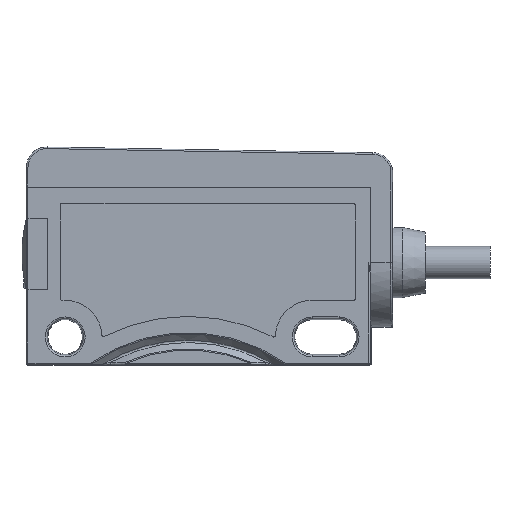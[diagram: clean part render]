
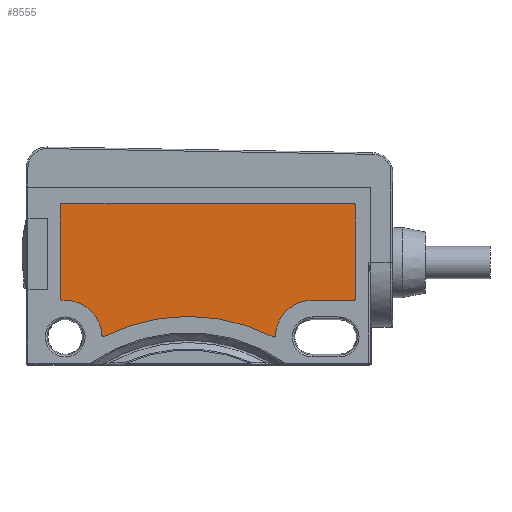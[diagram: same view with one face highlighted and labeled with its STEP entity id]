
A CAD part, left-side view. The second image highlights one B-rep face of the part: STEP entity #8555.
In plain terms, the highlighted planar face has unit normal (-1, 0, 0).
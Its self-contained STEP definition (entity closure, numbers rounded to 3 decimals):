
#542=CIRCLE('',#9391,0.15);
#543=CIRCLE('',#9393,0.15);
#544=CIRCLE('',#9394,3.4);
#545=CIRCLE('',#9395,17.312);
#546=CIRCLE('',#9396,0.15);
#547=CIRCLE('',#9397,3.4);
#548=CIRCLE('',#9398,0.15);
#549=CIRCLE('',#9399,0.15);
#550=CIRCLE('',#9400,0.15);
#955=FACE_OUTER_BOUND('',#1437,.T.);
#1437=EDGE_LOOP('',(#7280,#7281,#7282,#7283,#7284,#7285,#7286,#7287,#7288,
#7289,#7290,#7291,#7292,#7293));
#2274=LINE('',#14920,#3125);
#2275=LINE('',#14929,#3126);
#2276=LINE('',#14933,#3127);
#2277=LINE('',#14937,#3128);
#2278=LINE('',#14940,#3129);
#3125=VECTOR('',#11427,0.3);
#3126=VECTOR('',#11436,3.85);
#3127=VECTOR('',#11439,8.7);
#3128=VECTOR('',#11442,27.05);
#3129=VECTOR('',#11445,8.7);
#3935=VERTEX_POINT('',#14910);
#3936=VERTEX_POINT('',#14911);
#3937=VERTEX_POINT('',#14916);
#3938=VERTEX_POINT('',#14917);
#3939=VERTEX_POINT('',#14919);
#3940=VERTEX_POINT('',#14922);
#3941=VERTEX_POINT('',#14924);
#3942=VERTEX_POINT('',#14926);
#3943=VERTEX_POINT('',#14928);
#3944=VERTEX_POINT('',#14930);
#3945=VERTEX_POINT('',#14932);
#3946=VERTEX_POINT('',#14934);
#3947=VERTEX_POINT('',#14936);
#3948=VERTEX_POINT('',#14938);
#5083=EDGE_CURVE('',#3935,#3936,#542,.T.);
#5086=EDGE_CURVE('',#3937,#3938,#543,.T.);
#5087=EDGE_CURVE('',#3937,#3939,#2274,.T.);
#5088=EDGE_CURVE('',#3936,#3939,#544,.T.);
#5089=EDGE_CURVE('',#3940,#3935,#545,.T.);
#5090=EDGE_CURVE('',#3941,#3940,#546,.T.);
#5091=EDGE_CURVE('',#3942,#3941,#547,.T.);
#5092=EDGE_CURVE('',#3942,#3943,#2275,.T.);
#5093=EDGE_CURVE('',#3944,#3943,#548,.T.);
#5094=EDGE_CURVE('',#3944,#3945,#2276,.T.);
#5095=EDGE_CURVE('',#3946,#3945,#549,.T.);
#5096=EDGE_CURVE('',#3946,#3947,#2277,.T.);
#5097=EDGE_CURVE('',#3948,#3947,#550,.T.);
#5098=EDGE_CURVE('',#3948,#3938,#2278,.T.);
#7280=ORIENTED_EDGE('',*,*,#5086,.F.);
#7281=ORIENTED_EDGE('',*,*,#5087,.T.);
#7282=ORIENTED_EDGE('',*,*,#5088,.F.);
#7283=ORIENTED_EDGE('',*,*,#5083,.F.);
#7284=ORIENTED_EDGE('',*,*,#5089,.F.);
#7285=ORIENTED_EDGE('',*,*,#5090,.F.);
#7286=ORIENTED_EDGE('',*,*,#5091,.F.);
#7287=ORIENTED_EDGE('',*,*,#5092,.T.);
#7288=ORIENTED_EDGE('',*,*,#5093,.F.);
#7289=ORIENTED_EDGE('',*,*,#5094,.T.);
#7290=ORIENTED_EDGE('',*,*,#5095,.F.);
#7291=ORIENTED_EDGE('',*,*,#5096,.T.);
#7292=ORIENTED_EDGE('',*,*,#5097,.F.);
#7293=ORIENTED_EDGE('',*,*,#5098,.T.);
#8138=PLANE('',#9392);
#8555=ADVANCED_FACE('',(#955),#8138,.F.);
#9391=AXIS2_PLACEMENT_3D('',#14912,#11419,#11420);
#9392=AXIS2_PLACEMENT_3D('',#14915,#11423,#11424);
#9393=AXIS2_PLACEMENT_3D('',#14918,#11425,#11426);
#9394=AXIS2_PLACEMENT_3D('',#14921,#11428,#11429);
#9395=AXIS2_PLACEMENT_3D('',#14923,#11430,#11431);
#9396=AXIS2_PLACEMENT_3D('',#14925,#11432,#11433);
#9397=AXIS2_PLACEMENT_3D('',#14927,#11434,#11435);
#9398=AXIS2_PLACEMENT_3D('',#14931,#11437,#11438);
#9399=AXIS2_PLACEMENT_3D('',#14935,#11440,#11441);
#9400=AXIS2_PLACEMENT_3D('',#14939,#11443,#11444);
#11419=DIRECTION('center_axis',(1.,0.,0.));
#11420=DIRECTION('ref_axis',(0.,-0.45,-0.893));
#11423=DIRECTION('center_axis',(1.,0.,0.));
#11424=DIRECTION('ref_axis',(0.,0.,-1.));
#11425=DIRECTION('center_axis',(1.,0.,0.));
#11426=DIRECTION('ref_axis',(0.,0.707,-0.707));
#11427=DIRECTION('',(0.,-1.,0.));
#11428=DIRECTION('center_axis',(-1.,0.,0.));
#11429=DIRECTION('ref_axis',(0.,-0.998,0.055));
#11430=DIRECTION('center_axis',(-1.,0.,0.));
#11431=DIRECTION('ref_axis',(0.,-0.455,0.89));
#11432=DIRECTION('center_axis',(1.,0.,0.));
#11433=DIRECTION('ref_axis',(0.,-0.504,-0.864));
#11434=DIRECTION('center_axis',(-1.,0.,0.));
#11435=DIRECTION('ref_axis',(0.,0.,1.));
#11436=DIRECTION('',(0.,-1.,0.));
#11437=DIRECTION('center_axis',(1.,0.,0.));
#11438=DIRECTION('ref_axis',(0.,-0.707,-0.707));
#11439=DIRECTION('',(0.,0.,1.));
#11440=DIRECTION('center_axis',(1.,0.,0.));
#11441=DIRECTION('ref_axis',(0.,-0.707,0.707));
#11442=DIRECTION('',(0.,1.,0.));
#11443=DIRECTION('center_axis',(1.,0.,0.));
#11444=DIRECTION('ref_axis',(0.,0.707,0.707));
#11445=DIRECTION('',(0.,0.,-1.));
#14910=CARTESIAN_POINT('',(-5.8,8.788,-4.838));
#14911=CARTESIAN_POINT('',(-5.8,9.005,-4.713));
#14912=CARTESIAN_POINT('Origin',(-5.8,8.855,-4.705));
#14915=CARTESIAN_POINT('Origin',(-5.8,-0.825,1.298));
#14916=CARTESIAN_POINT('',(-5.8,12.7,-1.5));
#14917=CARTESIAN_POINT('',(-5.8,12.85,-1.35));
#14918=CARTESIAN_POINT('Origin',(-5.8,12.7,-1.35));
#14919=CARTESIAN_POINT('',(-5.8,12.4,-1.5));
#14920=CARTESIAN_POINT('',(-5.8,12.7,-1.5));
#14921=CARTESIAN_POINT('Origin',(-5.8,12.4,-4.9));
#14922=CARTESIAN_POINT('',(-5.8,-6.885,-4.888));
#14923=CARTESIAN_POINT('Origin',(-5.8,1.,-20.3));
#14924=CARTESIAN_POINT('',(-5.8,-7.103,-4.76));
#14925=CARTESIAN_POINT('Origin',(-5.8,-6.953,-4.754));
#14926=CARTESIAN_POINT('',(-5.8,-10.5,-1.5));
#14927=CARTESIAN_POINT('Origin',(-5.8,-10.5,-4.9));
#14928=CARTESIAN_POINT('',(-5.8,-14.35,-1.5));
#14929=CARTESIAN_POINT('',(-5.8,-10.5,-1.5));
#14930=CARTESIAN_POINT('',(-5.8,-14.5,-1.35));
#14931=CARTESIAN_POINT('Origin',(-5.8,-14.35,-1.35));
#14932=CARTESIAN_POINT('',(-5.8,-14.5,7.35));
#14933=CARTESIAN_POINT('',(-5.8,-14.5,-1.35));
#14934=CARTESIAN_POINT('',(-5.8,-14.35,7.5));
#14935=CARTESIAN_POINT('Origin',(-5.8,-14.35,7.35));
#14936=CARTESIAN_POINT('',(-5.8,12.7,7.5));
#14937=CARTESIAN_POINT('',(-5.8,-14.35,7.5));
#14938=CARTESIAN_POINT('',(-5.8,12.85,7.35));
#14939=CARTESIAN_POINT('Origin',(-5.8,12.7,7.35));
#14940=CARTESIAN_POINT('',(-5.8,12.85,7.35));
